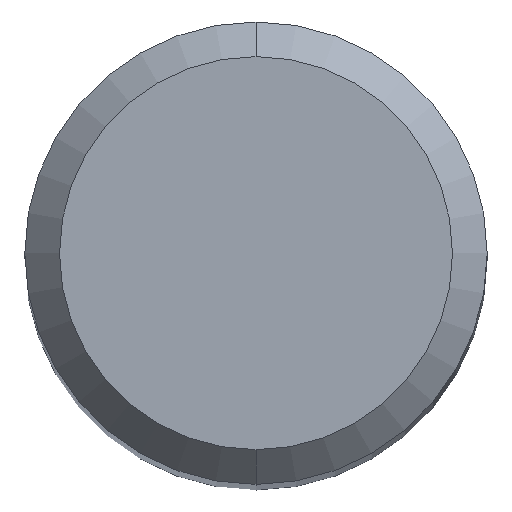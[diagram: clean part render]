
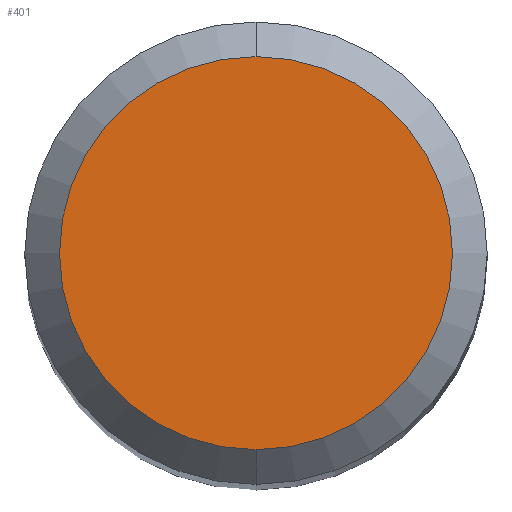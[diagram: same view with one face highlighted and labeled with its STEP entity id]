
A CAD part, top view. The second image highlights one B-rep face of the part: STEP entity #401.
In plain terms, the highlighted planar face has unit normal (0, 0, 1).
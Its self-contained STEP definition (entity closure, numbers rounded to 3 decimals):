
#275=EDGE_CURVE('',#483,#447,#644,.T.);
#397=EDGE_CURVE('',#447,#483,#779,.T.);
#401=ADVANCED_FACE('',(#784),#785,.T.);
#447=VERTEX_POINT('',#834);
#483=VERTEX_POINT('',#872);
#644=CIRCLE('',#1095,1.7);
#779=CIRCLE('',#1391,1.7);
#784=FACE_OUTER_BOUND('',#1396,.T.);
#785=PLANE('',#1397);
#834=CARTESIAN_POINT('',(0.0,1.7,0.0));
#872=CARTESIAN_POINT('',(0.,-1.7,0.0));
#1095=AXIS2_PLACEMENT_3D('',#1768,#1769,#1770);
#1391=AXIS2_PLACEMENT_3D('',#1902,#1903,#1904);
#1396=EDGE_LOOP('',(#1915,#1916));
#1397=AXIS2_PLACEMENT_3D('',#1917,#1918,#1919);
#1768=CARTESIAN_POINT('',(0.0,0.0,0.0));
#1769=DIRECTION('',(0.0,0.0,-1.0));
#1770=DIRECTION('',(0.0,1.0,0.0));
#1902=CARTESIAN_POINT('',(0.0,0.0,0.0));
#1903=DIRECTION('',(0.0,0.0,-1.0));
#1904=DIRECTION('',(0.0,1.0,0.0));
#1915=ORIENTED_EDGE('',*,*,#397,.F.);
#1916=ORIENTED_EDGE('',*,*,#275,.F.);
#1917=CARTESIAN_POINT('',(0.0,0.85,0.0));
#1918=DIRECTION('',(-0.0,0.0,1.0));
#1919=DIRECTION('',(0.0,-1.0,0.0));
